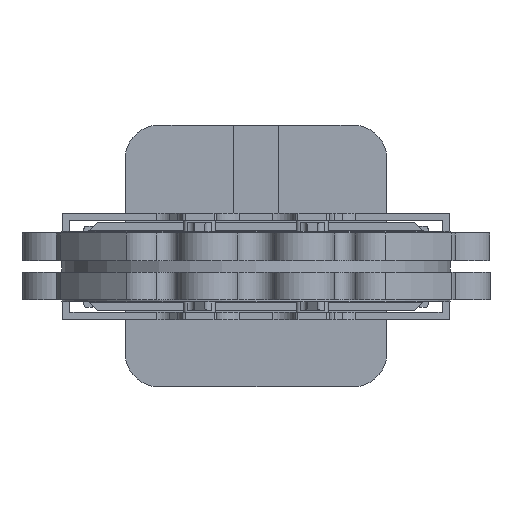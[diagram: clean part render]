
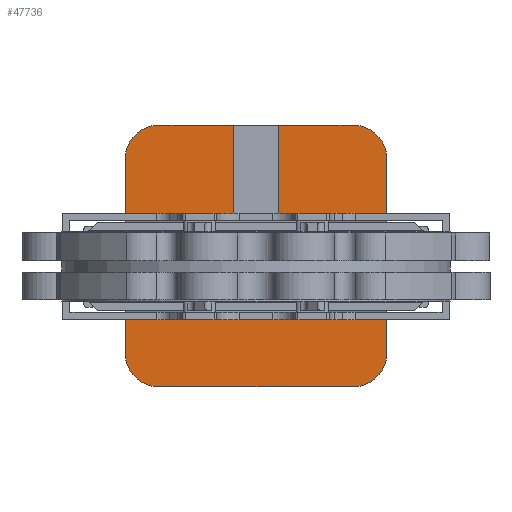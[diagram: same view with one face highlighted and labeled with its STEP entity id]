
A CAD part, front view. The second image highlights one B-rep face of the part: STEP entity #47736.
In plain terms, the highlighted planar face has unit normal (0, -1, 0).
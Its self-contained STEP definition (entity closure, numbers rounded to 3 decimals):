
#1205 = EDGE_CURVE ( 'NONE', #50034, #12266, #13236, .T. ) ;
#1584 = CARTESIAN_POINT ( 'NONE',  ( -60., 882., 44.5 ) ) ;
#1905 = VECTOR ( 'NONE', #23781, 1000. ) ;
#3624 = LINE ( 'NONE', #35723, #23681 ) ;
#3888 = EDGE_CURVE ( 'NONE', #6538, #24213, #18300, .T. ) ;
#4037 = VERTEX_POINT ( 'NONE', #37136 ) ;
#4426 = CARTESIAN_POINT ( 'NONE',  ( 145., 882., 112.5 ) ) ;
#4904 = DIRECTION ( 'NONE',  ( 0., 0., 1. ) ) ;
#4948 = VECTOR ( 'NONE', #52541, 1000. ) ;
#4958 = ORIENTED_EDGE ( 'NONE', *, *, #44094, .F. ) ;
#6397 = CARTESIAN_POINT ( 'NONE',  ( -107.5, 882., -102.5 ) ) ;
#6538 = VERTEX_POINT ( 'NONE', #15463 ) ;
#6699 = DIRECTION ( 'NONE',  ( 1., 0., 0. ) ) ;
#6757 = VERTEX_POINT ( 'NONE', #39390 ) ;
#6847 = DIRECTION ( 'NONE',  ( 1., 0., 0. ) ) ;
#7919 = ORIENTED_EDGE ( 'NONE', *, *, #27242, .T. ) ;
#8610 = AXIS2_PLACEMENT_3D ( 'NONE', #12150, #41936, #38898 ) ;
#9318 = LINE ( 'NONE', #54768, #40015 ) ;
#9361 = VERTEX_POINT ( 'NONE', #20967 ) ;
#9653 = DIRECTION ( 'NONE',  ( 0., 0., -1. ) ) ;
#9767 = EDGE_CURVE ( 'NONE', #42301, #19977, #18938, .T. ) ;
#10360 = DIRECTION ( 'NONE',  ( 1., 0., 0. ) ) ;
#10623 = DIRECTION ( 'NONE',  ( -1., 0., 0. ) ) ;
#11331 = VECTOR ( 'NONE', #26982, 1000. ) ;
#12150 = CARTESIAN_POINT ( 'NONE',  ( -107.5, 882., 112.5 ) ) ;
#12231 = ORIENTED_EDGE ( 'NONE', *, *, #34041, .F. ) ;
#12266 = VERTEX_POINT ( 'NONE', #47198 ) ;
#12313 = EDGE_CURVE ( 'NONE', #26041, #33513, #9318, .T. ) ;
#12548 = CIRCLE ( 'NONE', #34432, 37.5 ) ;
#13236 = LINE ( 'NONE', #1584, #1905 ) ;
#13658 = DIRECTION ( 'NONE',  ( 0., 1., 0. ) ) ;
#14121 = CARTESIAN_POINT ( 'NONE',  ( 107.5, 882., 150. ) ) ;
#14142 = CARTESIAN_POINT ( 'NONE',  ( 25., 882., 211.612 ) ) ;
#14243 = DIRECTION ( 'NONE',  ( 0., 0., 1. ) ) ;
#14829 = VECTOR ( 'NONE', #6847, 1000. ) ;
#14922 = VECTOR ( 'NONE', #25761, 1000. ) ;
#14987 = DIRECTION ( 'NONE',  ( 0., 1., 0. ) ) ;
#15146 = DIRECTION ( 'NONE',  ( 0., 0., 1. ) ) ;
#15463 = CARTESIAN_POINT ( 'NONE',  ( 25., 882., 44.5 ) ) ;
#15766 = CARTESIAN_POINT ( 'NONE',  ( -25., 882., 44.5 ) ) ;
#16271 = EDGE_CURVE ( 'NONE', #25313, #24213, #55255, .T. ) ;
#17535 = LINE ( 'NONE', #41379, #32177 ) ;
#17904 = CIRCLE ( 'NONE', #36463, 37.5 ) ;
#17943 = DIRECTION ( 'NONE',  ( 0., 0., 1. ) ) ;
#18150 = ORIENTED_EDGE ( 'NONE', *, *, #53565, .F. ) ;
#18300 = LINE ( 'NONE', #48261, #4948 ) ;
#18466 = VECTOR ( 'NONE', #6699, 1000. ) ;
#18938 = CIRCLE ( 'NONE', #36746, 37.5 ) ;
#19977 = VERTEX_POINT ( 'NONE', #31337 ) ;
#20967 = CARTESIAN_POINT ( 'NONE',  ( 25., 882., 150. ) ) ;
#21133 = VERTEX_POINT ( 'NONE', #14121 ) ;
#21387 = VECTOR ( 'NONE', #35924, 1000. ) ;
#21814 = ORIENTED_EDGE ( 'NONE', *, *, #16271, .F. ) ;
#22264 = DIRECTION ( 'NONE',  ( 0., 1., 0. ) ) ;
#22935 = ORIENTED_EDGE ( 'NONE', *, *, #32665, .F. ) ;
#22987 = VERTEX_POINT ( 'NONE', #29537 ) ;
#23537 = CARTESIAN_POINT ( 'NONE',  ( -60., 882., 44.5 ) ) ;
#23681 = VECTOR ( 'NONE', #10360, 1000. ) ;
#23781 = DIRECTION ( 'NONE',  ( 0., 0., 1. ) ) ;
#24213 = VERTEX_POINT ( 'NONE', #50572 ) ;
#24327 = DIRECTION ( 'NONE',  ( 0., 0., 1. ) ) ;
#24418 = ORIENTED_EDGE ( 'NONE', *, *, #48190, .F. ) ;
#24587 = VECTOR ( 'NONE', #9653, 1000. ) ;
#25313 = VERTEX_POINT ( 'NONE', #37878 ) ;
#25761 = DIRECTION ( 'NONE',  ( 0., 0., -1. ) ) ;
#26041 = VERTEX_POINT ( 'NONE', #32195 ) ;
#26392 = CARTESIAN_POINT ( 'NONE',  ( 107.5, 882., -102.5 ) ) ;
#26982 = DIRECTION ( 'NONE',  ( 0., 0., -1. ) ) ;
#27242 = EDGE_CURVE ( 'NONE', #12266, #37708, #31175, .T. ) ;
#27648 = ORIENTED_EDGE ( 'NONE', *, *, #32899, .F. ) ;
#27670 = CARTESIAN_POINT ( 'NONE',  ( 107.5, 882., -140. ) ) ;
#29537 = CARTESIAN_POINT ( 'NONE',  ( -145., 882., 112.5 ) ) ;
#30492 = ORIENTED_EDGE ( 'NONE', *, *, #1205, .T. ) ;
#30694 = CARTESIAN_POINT ( 'NONE',  ( -107.5, 882., -102.5 ) ) ;
#31084 = EDGE_CURVE ( 'NONE', #19977, #22987, #17535, .T. ) ;
#31175 = LINE ( 'NONE', #23537, #18466 ) ;
#31337 = CARTESIAN_POINT ( 'NONE',  ( -145., 882., -102.5 ) ) ;
#31408 = CIRCLE ( 'NONE', #8610, 37.5 ) ;
#32177 = VECTOR ( 'NONE', #24327, 1000. ) ;
#32195 = CARTESIAN_POINT ( 'NONE',  ( -107.5, 882., 150. ) ) ;
#32665 = EDGE_CURVE ( 'NONE', #33513, #37708, #35376, .T. ) ;
#32899 = EDGE_CURVE ( 'NONE', #22987, #26041, #31408, .T. ) ;
#33352 = LINE ( 'NONE', #27670, #53981 ) ;
#33513 = VERTEX_POINT ( 'NONE', #39389 ) ;
#34041 = EDGE_CURVE ( 'NONE', #4037, #42301, #33352, .T. ) ;
#34432 = AXIS2_PLACEMENT_3D ( 'NONE', #35088, #39721, #4904 ) ;
#34673 = AXIS2_PLACEMENT_3D ( 'NONE', #6397, #14987, #14243 ) ;
#34866 = ORIENTED_EDGE ( 'NONE', *, *, #40930, .T. ) ;
#35088 = CARTESIAN_POINT ( 'NONE',  ( 107.5, 882., 112.5 ) ) ;
#35376 = LINE ( 'NONE', #35862, #11331 ) ;
#35723 = CARTESIAN_POINT ( 'NONE',  ( -60., 882., -57.5 ) ) ;
#35862 = CARTESIAN_POINT ( 'NONE',  ( -25., 882., 211.612 ) ) ;
#35924 = DIRECTION ( 'NONE',  ( 0., 0., 1. ) ) ;
#36463 = AXIS2_PLACEMENT_3D ( 'NONE', #26392, #22264, #17943 ) ;
#36514 = ORIENTED_EDGE ( 'NONE', *, *, #37558, .F. ) ;
#36746 = AXIS2_PLACEMENT_3D ( 'NONE', #30694, #13658, #15146 ) ;
#36853 = CARTESIAN_POINT ( 'NONE',  ( 145., 882., 112.5 ) ) ;
#36877 = CARTESIAN_POINT ( 'NONE',  ( -107.5, 882., 150. ) ) ;
#37136 = CARTESIAN_POINT ( 'NONE',  ( 107.5, 882., -140. ) ) ;
#37294 = FACE_OUTER_BOUND ( 'NONE', #37911, .T. ) ;
#37558 = EDGE_CURVE ( 'NONE', #50034, #25313, #3624, .T. ) ;
#37708 = VERTEX_POINT ( 'NONE', #15766 ) ;
#37878 = CARTESIAN_POINT ( 'NONE',  ( 60., 882., -57.5 ) ) ;
#37911 = EDGE_LOOP ( 'NONE', ( #22935, #53145, #27648, #41790, #53507, #12231, #24418, #4958, #44373, #18150, #34866, #38105, #21814, #36514, #30492, #7919 ) ) ;
#38105 = ORIENTED_EDGE ( 'NONE', *, *, #3888, .T. ) ;
#38203 = LINE ( 'NONE', #36877, #14829 ) ;
#38898 = DIRECTION ( 'NONE',  ( 0., 0., 1. ) ) ;
#38916 = LINE ( 'NONE', #4426, #14922 ) ;
#39389 = CARTESIAN_POINT ( 'NONE',  ( -25., 882., 150. ) ) ;
#39390 = CARTESIAN_POINT ( 'NONE',  ( 145., 882., -102.5 ) ) ;
#39458 = CARTESIAN_POINT ( 'NONE',  ( 60., 882., 44.5 ) ) ;
#39721 = DIRECTION ( 'NONE',  ( 0., 1., 0. ) ) ;
#40015 = VECTOR ( 'NONE', #54221, 1000. ) ;
#40460 = EDGE_CURVE ( 'NONE', #21133, #46441, #12548, .T. ) ;
#40930 = EDGE_CURVE ( 'NONE', #9361, #6538, #43156, .T. ) ;
#41379 = CARTESIAN_POINT ( 'NONE',  ( -145., 882., -102.5 ) ) ;
#41790 = ORIENTED_EDGE ( 'NONE', *, *, #31084, .F. ) ;
#41936 = DIRECTION ( 'NONE',  ( 0., 1., 0. ) ) ;
#42301 = VERTEX_POINT ( 'NONE', #45216 ) ;
#43156 = LINE ( 'NONE', #14142, #24587 ) ;
#44094 = EDGE_CURVE ( 'NONE', #46441, #6757, #38916, .T. ) ;
#44373 = ORIENTED_EDGE ( 'NONE', *, *, #40460, .F. ) ;
#44379 = PLANE ( 'NONE',  #34673 ) ;
#45216 = CARTESIAN_POINT ( 'NONE',  ( -107.5, 882., -140. ) ) ;
#46441 = VERTEX_POINT ( 'NONE', #36853 ) ;
#47198 = CARTESIAN_POINT ( 'NONE',  ( -60., 882., 44.5 ) ) ;
#47736 = ADVANCED_FACE ( 'NONE', ( #37294 ), #44379, .F. ) ;
#48190 = EDGE_CURVE ( 'NONE', #6757, #4037, #17904, .T. ) ;
#48261 = CARTESIAN_POINT ( 'NONE',  ( -60., 882., 44.5 ) ) ;
#50034 = VERTEX_POINT ( 'NONE', #54754 ) ;
#50572 = CARTESIAN_POINT ( 'NONE',  ( 60., 882., 44.5 ) ) ;
#52541 = DIRECTION ( 'NONE',  ( 1., 0., 0. ) ) ;
#53145 = ORIENTED_EDGE ( 'NONE', *, *, #12313, .F. ) ;
#53507 = ORIENTED_EDGE ( 'NONE', *, *, #9767, .F. ) ;
#53565 = EDGE_CURVE ( 'NONE', #9361, #21133, #38203, .T. ) ;
#53981 = VECTOR ( 'NONE', #10623, 1000. ) ;
#54221 = DIRECTION ( 'NONE',  ( 1., 0., 0. ) ) ;
#54754 = CARTESIAN_POINT ( 'NONE',  ( -60., 882., -57.5 ) ) ;
#54768 = CARTESIAN_POINT ( 'NONE',  ( -107.5, 882., 150. ) ) ;
#55255 = LINE ( 'NONE', #39458, #21387 ) ;
